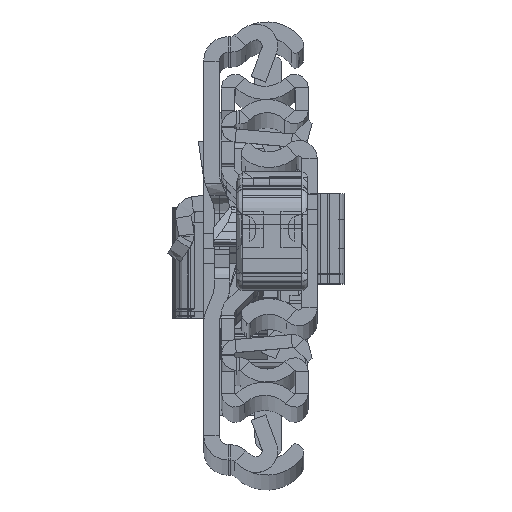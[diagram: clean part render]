
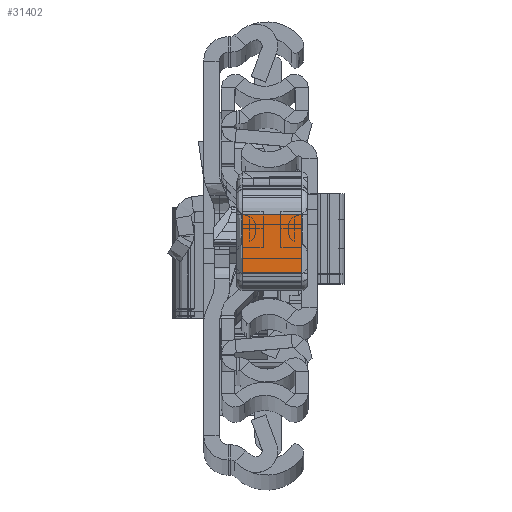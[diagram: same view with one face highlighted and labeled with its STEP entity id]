
A CAD part, top view. The second image highlights one B-rep face of the part: STEP entity #31402.
In plain terms, the highlighted face is planar.
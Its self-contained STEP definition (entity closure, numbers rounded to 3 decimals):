
#420 = LINE ( 'NONE', #9005, #12842 ) ;
#1697 = LINE ( 'NONE', #24072, #19708 ) ;
#3869 = VECTOR ( 'NONE', #13246, 1000. ) ;
#4892 = LINE ( 'NONE', #16249, #8583 ) ;
#6813 = ORIENTED_EDGE ( 'NONE', *, *, #11593, .T. ) ;
#7767 = EDGE_CURVE ( 'NONE', #20782, #19731, #16022, .T. ) ;
#8375 = EDGE_CURVE ( 'NONE', #19731, #20060, #420, .T. ) ;
#8583 = VECTOR ( 'NONE', #30039, 1000. ) ;
#9005 = CARTESIAN_POINT ( 'NONE',  ( 39.55, -12.274, 11. ) ) ;
#10235 = DIRECTION ( 'NONE',  ( -1., 0.027, 0. ) ) ;
#11593 = EDGE_CURVE ( 'NONE', #20060, #13152, #4892, .T. ) ;
#12842 = VECTOR ( 'NONE', #20361, 1000. ) ;
#13036 = PLANE ( 'NONE',  #26377 ) ;
#13152 = VERTEX_POINT ( 'NONE', #31523 ) ;
#13246 = DIRECTION ( 'NONE',  ( -0.027, -1., 0. ) ) ;
#15806 = DIRECTION ( 'NONE',  ( -0.027, -1., 0. ) ) ;
#16022 = LINE ( 'NONE', #18276, #3869 ) ;
#16249 = CARTESIAN_POINT ( 'NONE',  ( 39.55, -12.274, 0. ) ) ;
#16268 = CARTESIAN_POINT ( 'NONE',  ( 39.818, -2.465, 10. ) ) ;
#17842 = ORIENTED_EDGE ( 'NONE', *, *, #28152, .T. ) ;
#18276 = CARTESIAN_POINT ( 'NONE',  ( 39.55, -12.274, 10. ) ) ;
#19708 = VECTOR ( 'NONE', #35812, 1000. ) ;
#19731 = VERTEX_POINT ( 'NONE', #26117 ) ;
#20060 = VERTEX_POINT ( 'NONE', #20462 ) ;
#20361 = DIRECTION ( 'NONE',  ( 0., 0., -1. ) ) ;
#20462 = CARTESIAN_POINT ( 'NONE',  ( 39.55, -12.274, 0. ) ) ;
#20782 = VERTEX_POINT ( 'NONE', #16268 ) ;
#22547 = EDGE_LOOP ( 'NONE', ( #24742, #6813, #17842, #28598 ) ) ;
#24072 = CARTESIAN_POINT ( 'NONE',  ( 39.818, -2.465, 11. ) ) ;
#24742 = ORIENTED_EDGE ( 'NONE', *, *, #8375, .T. ) ;
#25137 = FACE_OUTER_BOUND ( 'NONE', #22547, .T. ) ;
#26117 = CARTESIAN_POINT ( 'NONE',  ( 39.55, -12.274, 10. ) ) ;
#26377 = AXIS2_PLACEMENT_3D ( 'NONE', #30522, #10235, #15806 ) ;
#28152 = EDGE_CURVE ( 'NONE', #13152, #20782, #1697, .T. ) ;
#28598 = ORIENTED_EDGE ( 'NONE', *, *, #7767, .T. ) ;
#30039 = DIRECTION ( 'NONE',  ( 0.027, 1., 0. ) ) ;
#30522 = CARTESIAN_POINT ( 'NONE',  ( 39.55, -12.274, 11. ) ) ;
#31402 = ADVANCED_FACE ( 'NONE', ( #25137 ), #13036, .F. ) ;
#31523 = CARTESIAN_POINT ( 'NONE',  ( 39.818, -2.465, 0. ) ) ;
#35812 = DIRECTION ( 'NONE',  ( 0., 0., 1. ) ) ;
